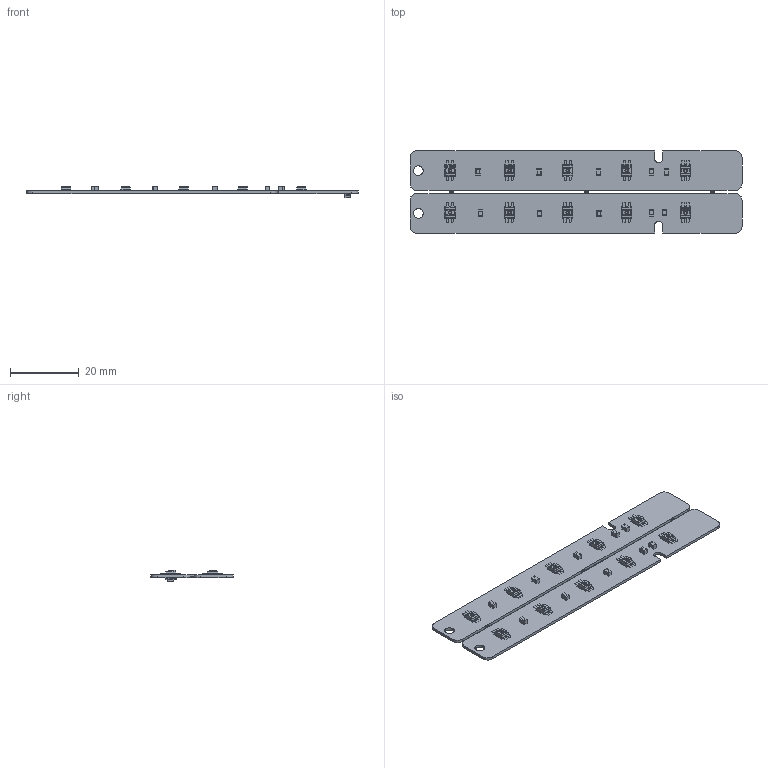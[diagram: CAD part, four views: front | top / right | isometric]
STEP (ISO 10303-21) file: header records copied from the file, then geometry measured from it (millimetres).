
FILE_DESCRIPTION(('KiCad electronic assembly'),'2;1');
FILE_NAME('RGB Board.step','2021-10-05T02:31:09',('An Author'),( 'A Company'),'Open CASCADE STEP processor 6.9', 'KiCad to STEP converter','Unknown');
FILE_SCHEMA(('AUTOMOTIVE_DESIGN { 1 0 10303 214 1 1 1 1 }'));
Length unit declared in the file: millimetre
Products named in the file (8): Open CASCADE STEP translator 6.9 1; LED_SK6812MINI-E; COMPOUND; LED_1206_3216Metric; SOLID; C_0805_2012Metric
Assembly tree (25 placements, depth 3):
  Open CASCADE STEP translator 6.9 1
    LED_SK6812MINI-E  x10
      COMPOUND
    LED_1206_3216Metric
      SOLID
    C_0805_2012Metric  x10
      SOLID
    COMPOUND
Bounding box: 96.5 x 23.9 x 3.25 mm (x, y, z)
Volume: 1817.5 mm3; surface area: 5281.9 mm2
Topology: 62 solids, 62 shells, 1598 faces, 3649 edges, 2224 vertices
Faces by surface type: plane 802, cylinder 566, sphere 130, torus 40, bspline 40, cone 20
Full cylindrical faces by diameter (mm): 0.2 x22, 2.8 x2
Entity records: 23173 total; most frequent: CARTESIAN_POINT 6774, DIRECTION 2920, LINE 1833, VECTOR 1833, ORIENTED_EDGE 1542, PCURVE 1538, DEFINITIONAL_REPRESENTATION 1538, EDGE_CURVE 769
